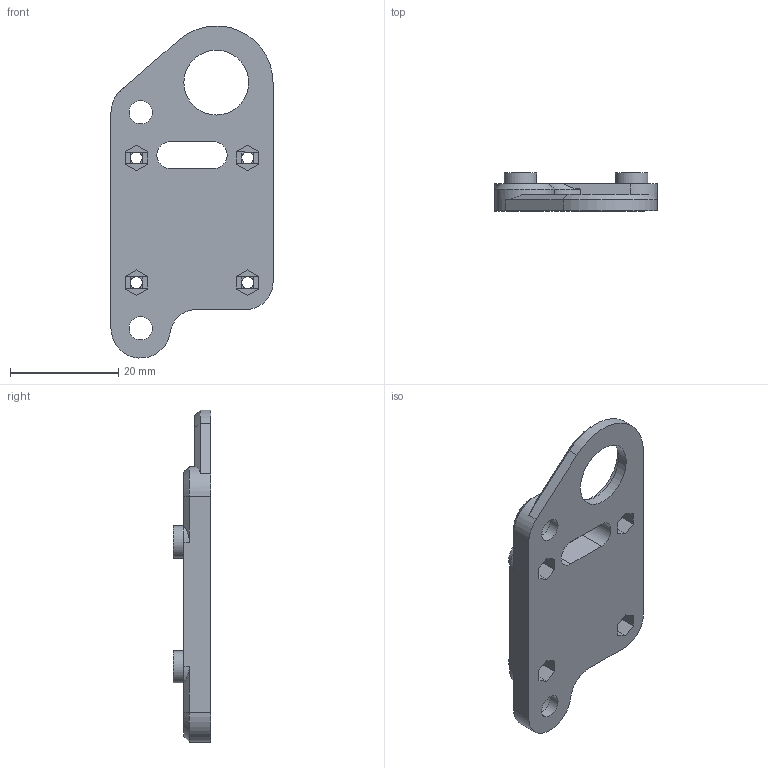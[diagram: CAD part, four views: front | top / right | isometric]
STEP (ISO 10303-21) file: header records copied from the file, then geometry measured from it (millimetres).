
FILE_DESCRIPTION(/* description */ (''),/* implementation_level */ '2;1');
FILE_NAME(/* name */ 'OBS-D-001-V1_easyPrint.step',/* time_stamp */ '2020-06-14T19:23:07+02:00',/* author */ (''),/* organization */ (''),/* preprocessor_version */ 'ST-DEVELOPER v18.1',/* originating_system */ 'Autodesk Translation Framework v9.3.0.1241',/* authorisation */ '');
FILE_SCHEMA (('AUTOMOTIVE_DESIGN { 1 0 10303 214 3 1 1 }'));
Length unit declared in the file: millimetre
Products named in the file (1): OBS-D-001-V1
Bounding box: 30 x 7 x 61.47 mm (x, y, z)
Volume: 5847.1 mm3; surface area: 4260.1 mm2
Topology: 1 solids, 1 shells, 126 faces, 329 edges, 212 vertices
Faces by surface type: plane 96, cylinder 25, cone 5
Full cylindrical faces by diameter (mm): 2.2 x4, 4.3 x2, 6 x4, 7 x2, 12 x1, 13.4 x1
Entity records: 3901 total; most frequent: CARTESIAN_POINT 672, ORIENTED_EDGE 658, DIRECTION 655, EDGE_CURVE 329, LINE 253, VECTOR 253, VERTEX_POINT 212, AXIS2_PLACEMENT_3D 201
